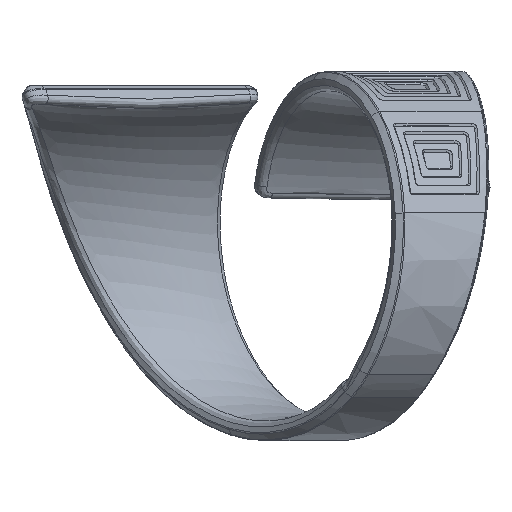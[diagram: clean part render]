
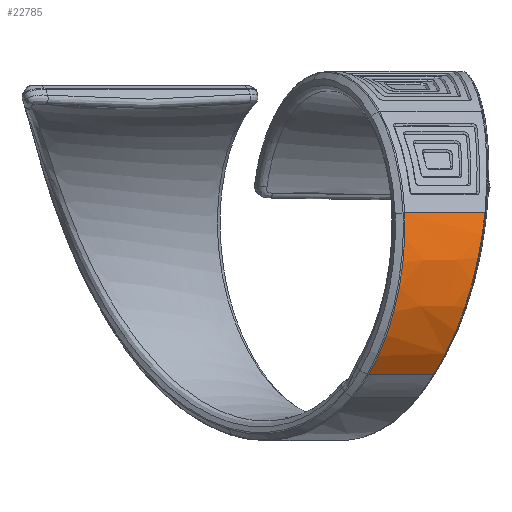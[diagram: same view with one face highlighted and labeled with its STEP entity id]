
A CAD part, left-side view. The second image highlights one B-rep face of the part: STEP entity #22785.
In plain terms, the highlighted free-form (B-spline) face has degree [3, 3] with [4, 5] control points.
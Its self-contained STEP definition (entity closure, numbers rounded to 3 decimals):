
#18502 = EDGE_CURVE('',#18503,#18505,#18507,.T.);
#18503 = VERTEX_POINT('',#18504);
#18504 = CARTESIAN_POINT('',(-7.486,0.133,
    3.056));
#18505 = VERTEX_POINT('',#18506);
#18506 = CARTESIAN_POINT('',(-11.317,5.812,
    3.056));
#18507 = B_SPLINE_CURVE_WITH_KNOTS('',1,(#18508,#18509),.UNSPECIFIED.,
  .F.,.F.,(2,2),(-2.619,2.632),
  .PIECEWISE_BEZIER_KNOTS.);
#18508 = CARTESIAN_POINT('',(-7.486,0.133,
    3.056));
#18509 = CARTESIAN_POINT('',(-11.317,5.812,
    3.056));
#22562 = VERTEX_POINT('',#22563);
#22563 = CARTESIAN_POINT('',(-9.785,8.35,
    -8.385));
#22575 = EDGE_CURVE('',#18505,#22562,#22576,.T.);
#22576 = B_SPLINE_CURVE_WITH_KNOTS('',3,(#22577,#22578,#22579,#22580,
    #22581,#22582,#22583,#22584,#22585,#22586,#22587,#22588,#22589,
    #22590,#22591,#22592),.UNSPECIFIED.,.F.,.F.,(4,2,2,2,2,2,2,4),(
    0.,0.001,0.002,
    0.004,0.005,0.006,
    0.007,0.009),.UNSPECIFIED.);
#22577 = CARTESIAN_POINT('',(-11.317,5.812,
    3.056));
#22578 = CARTESIAN_POINT('',(-11.447,5.791,
    2.56));
#22579 = CARTESIAN_POINT('',(-11.553,5.787,2.055
    ));
#22580 = CARTESIAN_POINT('',(-11.714,5.812,
    1.045));
#22581 = CARTESIAN_POINT('',(-11.769,5.84,
    0.54));
#22582 = CARTESIAN_POINT('',(-11.83,5.927,
    -0.47));
#22583 = CARTESIAN_POINT('',(-11.836,5.986,
    -0.975));
#22584 = CARTESIAN_POINT('',(-11.799,6.138,
    -1.984));
#22585 = CARTESIAN_POINT('',(-11.756,6.23,
    -2.49));
#22586 = CARTESIAN_POINT('',(-11.62,6.447,
    -3.484));
#22587 = CARTESIAN_POINT('',(-11.528,6.572,
    -3.974));
#22588 = CARTESIAN_POINT('',(-11.297,6.852,
    -4.932));
#22589 = CARTESIAN_POINT('',(-11.157,7.009,
    -5.403));
#22590 = CARTESIAN_POINT('',(-10.673,7.518,
    -6.767));
#22591 = CARTESIAN_POINT('',(-10.268,7.906,
    -7.609));
#22592 = CARTESIAN_POINT('',(-9.785,8.35,
    -8.385));
#22675 = VERTEX_POINT('',#22676);
#22676 = CARTESIAN_POINT('',(-6.685,3.755,
    -8.385));
#22708 = EDGE_CURVE('',#22675,#18503,#22709,.T.);
#22709 = B_SPLINE_CURVE_WITH_KNOTS('',3,(#22710,#22711,#22712,#22713,
    #22714,#22715,#22716,#22717,#22718,#22719,#22720,#22721,#22722,
    #22723,#22724,#22725,#22726,#22727,#22728,#22729),.UNSPECIFIED.,.F.,
  .F.,(4,2,2,2,2,2,2,2,2,4),(0.001,0.002,
    0.003,0.004,0.006,
    0.007,0.008,0.009,
    0.01,0.01),.UNSPECIFIED.);
#22710 = CARTESIAN_POINT('',(-6.685,3.755,
    -8.385));
#22711 = CARTESIAN_POINT('',(-6.914,3.506,
    -7.992));
#22712 = CARTESIAN_POINT('',(-7.122,3.268,
    -7.58));
#22713 = CARTESIAN_POINT('',(-7.493,2.814,
    -6.72));
#22714 = CARTESIAN_POINT('',(-7.657,2.597,
    -6.272));
#22715 = CARTESIAN_POINT('',(-7.933,2.193,
    -5.358));
#22716 = CARTESIAN_POINT('',(-8.047,2.003,
    -4.89));
#22717 = CARTESIAN_POINT('',(-8.224,1.648,
    -3.931));
#22718 = CARTESIAN_POINT('',(-8.287,1.482,
    -3.439));
#22719 = CARTESIAN_POINT('',(-8.358,1.176,
    -2.443));
#22720 = CARTESIAN_POINT('',(-8.366,1.036,
    -1.938));
#22721 = CARTESIAN_POINT('',(-8.33,0.784,
    -0.933));
#22722 = CARTESIAN_POINT('',(-8.287,0.672,
    -0.432));
#22723 = CARTESIAN_POINT('',(-8.148,0.474,
    0.57));
#22724 = CARTESIAN_POINT('',(-8.053,0.388,
    1.07));
#22725 = CARTESIAN_POINT('',(-7.87,0.278,
    1.818));
#22726 = CARTESIAN_POINT('',(-7.803,0.244,
    2.067));
#22727 = CARTESIAN_POINT('',(-7.654,0.184,
    2.564));
#22728 = CARTESIAN_POINT('',(-7.573,0.156,
    2.813));
#22729 = CARTESIAN_POINT('',(-7.486,0.133,
    3.056));
#22785 = ADVANCED_FACE('',(#22786),#22801,.T.);
#22786 = FACE_BOUND('',#22787,.T.);
#22787 = EDGE_LOOP('',(#22788,#22798,#22799,#22800));
#22788 = ORIENTED_EDGE('',*,*,#22789,.F.);
#22789 = EDGE_CURVE('',#22675,#22562,#22790,.T.);
#22790 = B_SPLINE_CURVE_WITH_KNOTS('',3,(#22791,#22792,#22793,#22794,
    #22795,#22796,#22797),.UNSPECIFIED.,.F.,.F.,(4,1,1,1,4),(0.,0.25,0.5
    ,0.75,1.),.UNSPECIFIED.);
#22791 = CARTESIAN_POINT('',(-6.685,3.755,
    -8.385));
#22792 = CARTESIAN_POINT('',(-6.943,4.138,
    -8.385));
#22793 = CARTESIAN_POINT('',(-7.46,4.904,
    -8.385));
#22794 = CARTESIAN_POINT('',(-8.235,6.053,
    -8.385));
#22795 = CARTESIAN_POINT('',(-9.01,7.202,
    -8.385));
#22796 = CARTESIAN_POINT('',(-9.526,7.967,
    -8.385));
#22797 = CARTESIAN_POINT('',(-9.785,8.35,
    -8.385));
#22798 = ORIENTED_EDGE('',*,*,#22708,.T.);
#22799 = ORIENTED_EDGE('',*,*,#18502,.T.);
#22800 = ORIENTED_EDGE('',*,*,#22575,.T.);
#22801 = B_SPLINE_SURFACE_WITH_KNOTS('',3,3,(
    (#22802,#22803,#22804,#22805,#22806)
    ,(#22807,#22808,#22809,#22810,#22811)
    ,(#22812,#22813,#22814,#22815,#22816)
    ,(#22817,#22818,#22819,#22820,#22821
    )),.UNSPECIFIED.,.F.,.F.,.F.,(4,4),(4,1,4),(0.,1.),(0.,
    0.499,1.),.UNSPECIFIED.);
#22802 = CARTESIAN_POINT('',(-9.531,9.348,
    -9.225));
#22803 = CARTESIAN_POINT('',(-10.832,8.47,
    -7.656));
#22804 = CARTESIAN_POINT('',(-12.751,7.176,
    -3.693));
#22805 = CARTESIAN_POINT('',(-12.83,7.122,
    0.894));
#22806 = CARTESIAN_POINT('',(-12.398,7.414,
    3.056));
#22807 = CARTESIAN_POINT('',(-7.771,6.738,
    -9.225));
#22808 = CARTESIAN_POINT('',(-9.072,5.861,
    -7.656));
#22809 = CARTESIAN_POINT('',(-10.99,4.567,
    -3.693));
#22810 = CARTESIAN_POINT('',(-11.07,4.513,
    0.894));
#22811 = CARTESIAN_POINT('',(-10.637,4.805,
    3.056));
#22812 = CARTESIAN_POINT('',(-6.01,4.129,
    -9.225));
#22813 = CARTESIAN_POINT('',(-7.312,3.251,
    -7.656));
#22814 = CARTESIAN_POINT('',(-9.23,1.957,
    -3.693));
#22815 = CARTESIAN_POINT('',(-9.31,1.903,
    0.894));
#22816 = CARTESIAN_POINT('',(-8.877,2.195,
    3.056));
#22817 = CARTESIAN_POINT('',(-4.25,1.519,
    -9.225));
#22818 = CARTESIAN_POINT('',(-5.552,0.642,
    -7.656));
#22819 = CARTESIAN_POINT('',(-7.47,-0.652,
    -3.693));
#22820 = CARTESIAN_POINT('',(-7.55,-0.706,
    0.894));
#22821 = CARTESIAN_POINT('',(-7.117,-0.414,
    3.056));
